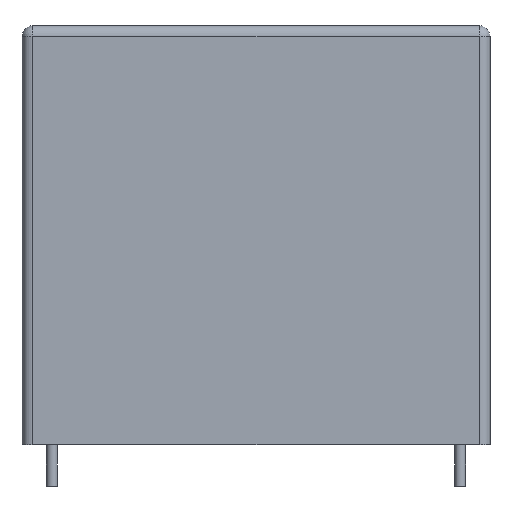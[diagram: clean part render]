
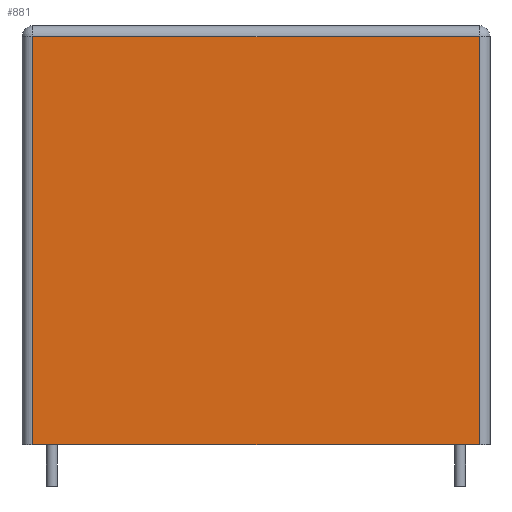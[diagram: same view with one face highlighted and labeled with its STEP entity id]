
A CAD part, front view. The second image highlights one B-rep face of the part: STEP entity #881.
In plain terms, the highlighted planar face has unit normal (0, -1, 0).
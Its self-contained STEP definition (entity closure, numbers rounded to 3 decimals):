
#446=CARTESIAN_POINT('',(20.5,-10.75,37.5));
#447=VERTEX_POINT('',#446);
#559=CARTESIAN_POINT('',(-20.5,-10.75,37.5));
#560=VERTEX_POINT('',#559);
#602=CARTESIAN_POINT('',(-20.5,-10.75,37.5));
#603=DIRECTION('',(1.0,0.0,0.0));
#604=VECTOR('',#603,41.0);
#605=LINE('',#602,#604);
#606=EDGE_CURVE('',#560,#447,#605,.T.);
#729=CARTESIAN_POINT('',(-20.5,-10.75,0.0));
#730=VERTEX_POINT('',#729);
#738=CARTESIAN_POINT('',(-20.5,-10.75,0.0));
#739=DIRECTION('',(0.0,0.0,1.0));
#740=VECTOR('',#739,37.5);
#741=LINE('',#738,#740);
#742=EDGE_CURVE('',#730,#560,#741,.T.);
#759=CARTESIAN_POINT('',(20.5,-10.75,0.0));
#760=VERTEX_POINT('',#759);
#777=CARTESIAN_POINT('',(20.5,-10.75,37.5));
#778=DIRECTION('',(0.0,0.0,-1.0));
#779=VECTOR('',#778,37.5);
#780=LINE('',#777,#779);
#781=EDGE_CURVE('',#447,#760,#780,.T.);
#842=CARTESIAN_POINT('',(20.5,-10.75,0.0));
#843=DIRECTION('',(-1.0,0.0,0.0));
#844=VECTOR('',#843,41.0);
#845=LINE('',#842,#844);
#846=EDGE_CURVE('',#760,#730,#845,.T.);
#870=CARTESIAN_POINT('',(0.,-10.75,19.25));
#871=DIRECTION('',(0.0,1.0,0.0));
#872=DIRECTION('',(0.0,0.0,1.0));
#873=AXIS2_PLACEMENT_3D('',#870,#871,#872);
#874=PLANE('',#873);
#875=ORIENTED_EDGE('',*,*,#742,.F.);
#876=ORIENTED_EDGE('',*,*,#846,.F.);
#877=ORIENTED_EDGE('',*,*,#781,.F.);
#878=ORIENTED_EDGE('',*,*,#606,.F.);
#879=EDGE_LOOP('',(#875,#876,#877,#878));
#880=FACE_OUTER_BOUND('',#879,.T.);
#881=ADVANCED_FACE('',(#880),#874,.F.);
